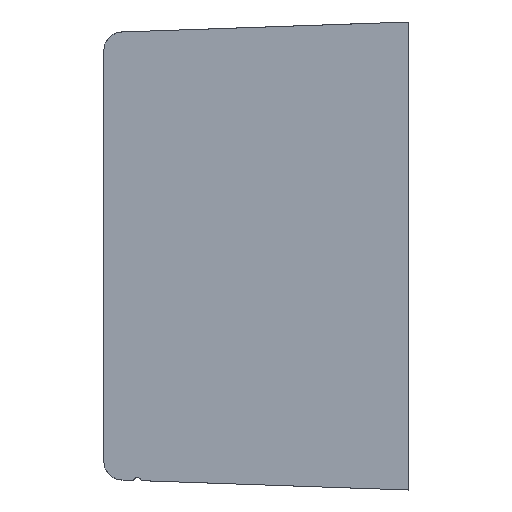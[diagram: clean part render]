
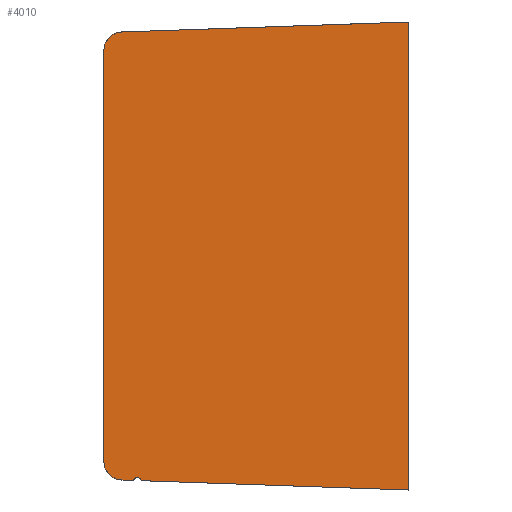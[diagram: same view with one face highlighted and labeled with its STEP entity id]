
A CAD part, left-side view. The second image highlights one B-rep face of the part: STEP entity #4010.
In plain terms, the highlighted planar face has unit normal (1, 0, 0).
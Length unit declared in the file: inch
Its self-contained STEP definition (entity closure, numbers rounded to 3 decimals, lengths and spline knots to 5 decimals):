
#295 = ORIENTED_EDGE ( 'NONE', *, *, #4760, .T. ) ;
#458 = FACE_OUTER_BOUND ( 'NONE', #17364, .T. ) ;
#609 = CARTESIAN_POINT ( 'NONE',  ( -0.9935, 0., -2.5 ) ) ;
#819 = EDGE_CURVE ( 'NONE', #2497, #6390, #3117, .T. ) ;
#1377 = ORIENTED_EDGE ( 'NONE', *, *, #12597, .T. ) ;
#1389 = VECTOR ( 'NONE', #8624, 39.37008 ) ;
#1605 = DIRECTION ( 'NONE',  ( 0., 0., -1. ) ) ;
#1609 = DIRECTION ( 'NONE',  ( 1., 0., 0. ) ) ;
#1634 = CARTESIAN_POINT ( 'NONE',  ( -0.9935, 2.93311, -2.39757 ) ) ;
#1639 = CARTESIAN_POINT ( 'NONE',  ( -0.9935, 3.05, 2.19337 ) ) ;
#2193 = AXIS2_PLACEMENT_3D ( 'NONE', #5805, #5778, #5744 ) ;
#2205 = ORIENTED_EDGE ( 'NONE', *, *, #7382, .T. ) ;
#2218 = CARTESIAN_POINT ( 'NONE',  ( -0.9935, 0., -2.5 ) ) ;
#2288 = CIRCLE ( 'NONE', #14837, 0.045 ) ;
#2341 = VECTOR ( 'NONE', #4516, 39.37008 ) ;
#2497 = VERTEX_POINT ( 'NONE', #18247 ) ;
#2512 = AXIS2_PLACEMENT_3D ( 'NONE', #4008, #14953, #5605 ) ;
#2536 = VERTEX_POINT ( 'NONE', #10046 ) ;
#3117 = CIRCLE ( 'NONE', #15514, 0.2 ) ;
#3134 = LINE ( 'NONE', #9642, #9333 ) ;
#3158 = VERTEX_POINT ( 'NONE', #16164 ) ;
#4008 = CARTESIAN_POINT ( 'NONE',  ( -0.9935, 3.05, -2.19337 ) ) ;
#4010 = ADVANCED_FACE ( 'NONE', ( #458 ), #6563, .T. ) ;
#4019 = VERTEX_POINT ( 'NONE', #5870 ) ;
#4516 = DIRECTION ( 'NONE',  ( 0., 0.999, 0.035 ) ) ;
#4760 = EDGE_CURVE ( 'NONE', #4019, #17184, #5555, .T. ) ;
#5555 = LINE ( 'NONE', #8672, #1389 ) ;
#5605 = DIRECTION ( 'NONE',  ( 0., 0., -1. ) ) ;
#5744 = DIRECTION ( 'NONE',  ( 0., 1., 0. ) ) ;
#5778 = DIRECTION ( 'NONE',  ( 1., 0., 0. ) ) ;
#5805 = CARTESIAN_POINT ( 'NONE',  ( -0.9935, 3.25, 2.5 ) ) ;
#5870 = CARTESIAN_POINT ( 'NONE',  ( -0.9935, 0., 2.5 ) ) ;
#6390 = VERTEX_POINT ( 'NONE', #14422 ) ;
#6526 = LINE ( 'NONE', #7582, #2341 ) ;
#6563 = PLANE ( 'NONE',  #2193 ) ;
#6779 = CIRCLE ( 'NONE', #2512, 0.2 ) ;
#6845 = VERTEX_POINT ( 'NONE', #12454 ) ;
#7002 = ORIENTED_EDGE ( 'NONE', *, *, #819, .T. ) ;
#7382 = EDGE_CURVE ( 'NONE', #9091, #6845, #6526, .T. ) ;
#7512 = DIRECTION ( 'NONE',  ( -1., 0., 0. ) ) ;
#7582 = CARTESIAN_POINT ( 'NONE',  ( -0.9935, 2.93311, -2.39757 ) ) ;
#8624 = DIRECTION ( 'NONE',  ( 0., 0., -1. ) ) ;
#8672 = CARTESIAN_POINT ( 'NONE',  ( -0.9935, 0., 2.5 ) ) ;
#9091 = VERTEX_POINT ( 'NONE', #1634 ) ;
#9153 = EDGE_CURVE ( 'NONE', #6390, #4019, #10440, .T. ) ;
#9333 = VECTOR ( 'NONE', #12873, 39.37008 ) ;
#9642 = CARTESIAN_POINT ( 'NONE',  ( -0.9935, 3.25, 2.5 ) ) ;
#10046 = CARTESIAN_POINT ( 'NONE',  ( -0.9935, 2.84799, -2.40055 ) ) ;
#10440 = LINE ( 'NONE', #15755, #14057 ) ;
#10831 = ORIENTED_EDGE ( 'NONE', *, *, #15144, .T. ) ;
#12454 = CARTESIAN_POINT ( 'NONE',  ( -0.9935, 3.05698, -2.39325 ) ) ;
#12597 = EDGE_CURVE ( 'NONE', #6845, #3158, #6779, .T. ) ;
#12873 = DIRECTION ( 'NONE',  ( 0., 0., 1. ) ) ;
#13278 = EDGE_CURVE ( 'NONE', #2536, #9091, #2288, .T. ) ;
#13544 = ORIENTED_EDGE ( 'NONE', *, *, #13278, .T. ) ;
#14057 = VECTOR ( 'NONE', #14342, 39.37008 ) ;
#14342 = DIRECTION ( 'NONE',  ( 0., -0.999, 0.035 ) ) ;
#14422 = CARTESIAN_POINT ( 'NONE',  ( -0.9935, 3.05698, 2.39325 ) ) ;
#14695 = DIRECTION ( 'NONE',  ( 0., 0.999, 0.035 ) ) ;
#14837 = AXIS2_PLACEMENT_3D ( 'NONE', #16828, #7512, #18358 ) ;
#14839 = VECTOR ( 'NONE', #14695, 39.37008 ) ;
#14953 = DIRECTION ( 'NONE',  ( 1., 0., 0. ) ) ;
#15144 = EDGE_CURVE ( 'NONE', #3158, #2497, #3134, .T. ) ;
#15514 = AXIS2_PLACEMENT_3D ( 'NONE', #1639, #1609, #1605 ) ;
#15755 = CARTESIAN_POINT ( 'NONE',  ( -0.9935, 3.05698, 2.39325 ) ) ;
#16164 = CARTESIAN_POINT ( 'NONE',  ( -0.9935, 3.25, -2.19337 ) ) ;
#16230 = EDGE_CURVE ( 'NONE', #17184, #2536, #18900, .T. ) ;
#16828 = CARTESIAN_POINT ( 'NONE',  ( -0.9935, 2.89106, -2.41359 ) ) ;
#17184 = VERTEX_POINT ( 'NONE', #2218 ) ;
#17323 = ORIENTED_EDGE ( 'NONE', *, *, #16230, .T. ) ;
#17364 = EDGE_LOOP ( 'NONE', ( #295, #17323, #13544, #2205, #1377, #10831, #7002, #18158 ) ) ;
#18158 = ORIENTED_EDGE ( 'NONE', *, *, #9153, .T. ) ;
#18247 = CARTESIAN_POINT ( 'NONE',  ( -0.9935, 3.25, 2.19337 ) ) ;
#18358 = DIRECTION ( 'NONE',  ( 0., -1., 0. ) ) ;
#18900 = LINE ( 'NONE', #609, #14839 ) ;
